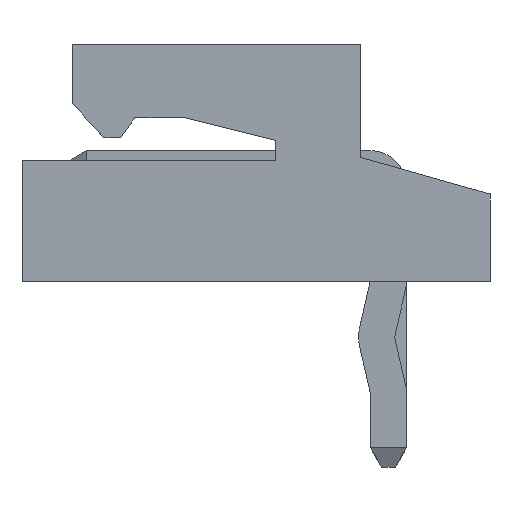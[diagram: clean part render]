
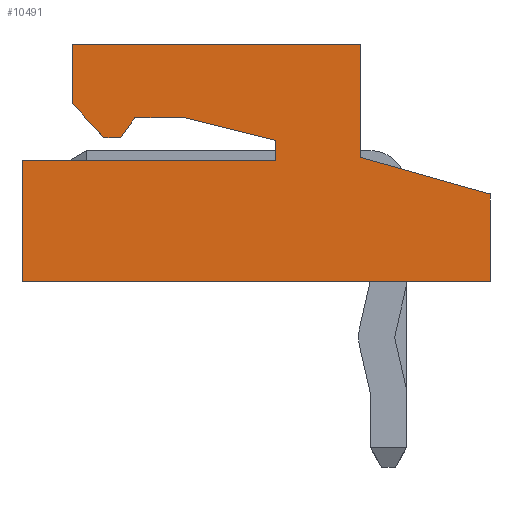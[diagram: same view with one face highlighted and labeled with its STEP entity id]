
A CAD part, left-side view. The second image highlights one B-rep face of the part: STEP entity #10491.
In plain terms, the highlighted planar face has unit normal (-1, 0, 0).
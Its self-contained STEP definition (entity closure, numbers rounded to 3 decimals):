
#1221=ORIENTED_EDGE('',*,*,#2666,.F.);
#1222=ORIENTED_EDGE('',*,*,#2873,.T.);
#1223=ORIENTED_EDGE('',*,*,#2868,.T.);
#1224=ORIENTED_EDGE('',*,*,#2866,.T.);
#1225=ORIENTED_EDGE('',*,*,#2863,.T.);
#1226=ORIENTED_EDGE('',*,*,#2874,.F.);
#1227=ORIENTED_EDGE('',*,*,#2875,.T.);
#1228=ORIENTED_EDGE('',*,*,#2678,.F.);
#1229=ORIENTED_EDGE('',*,*,#2676,.F.);
#1230=ORIENTED_EDGE('',*,*,#2674,.F.);
#1231=ORIENTED_EDGE('',*,*,#2672,.F.);
#1232=ORIENTED_EDGE('',*,*,#2670,.F.);
#1233=ORIENTED_EDGE('',*,*,#2668,.F.);
#1234=ORIENTED_EDGE('',*,*,#2596,.F.);
#2596=EDGE_CURVE('',#3560,#3561,#4321,.T.);
#2666=EDGE_CURVE('',#3611,#3560,#4391,.T.);
#2668=EDGE_CURVE('',#3561,#3612,#4393,.T.);
#2670=EDGE_CURVE('',#3612,#3613,#4395,.T.);
#2672=EDGE_CURVE('',#3613,#3614,#4397,.T.);
#2674=EDGE_CURVE('',#3614,#3615,#4399,.T.);
#2676=EDGE_CURVE('',#3615,#3616,#4401,.T.);
#2678=EDGE_CURVE('',#3616,#3617,#4403,.T.);
#2863=EDGE_CURVE('',#3742,#3743,#4588,.T.);
#2866=EDGE_CURVE('',#3744,#3742,#4591,.T.);
#2868=EDGE_CURVE('',#3745,#3744,#4593,.T.);
#2873=EDGE_CURVE('',#3611,#3745,#4598,.T.);
#2874=EDGE_CURVE('',#3747,#3743,#4599,.T.);
#2875=EDGE_CURVE('',#3747,#3617,#4600,.T.);
#3560=VERTEX_POINT('',#13858);
#3561=VERTEX_POINT('',#13860);
#3611=VERTEX_POINT('',#13999);
#3612=VERTEX_POINT('',#14004);
#3613=VERTEX_POINT('',#14008);
#3614=VERTEX_POINT('',#14012);
#3615=VERTEX_POINT('',#14016);
#3616=VERTEX_POINT('',#14020);
#3617=VERTEX_POINT('',#14024);
#3742=VERTEX_POINT('',#14404);
#3743=VERTEX_POINT('',#14405);
#3744=VERTEX_POINT('',#14410);
#3745=VERTEX_POINT('',#14414);
#3747=VERTEX_POINT('',#14424);
#4321=LINE('',#13859,#5330);
#4391=LINE('',#14000,#5400);
#4393=LINE('',#14003,#5402);
#4395=LINE('',#14007,#5404);
#4397=LINE('',#14011,#5406);
#4399=LINE('',#14015,#5408);
#4401=LINE('',#14019,#5410);
#4403=LINE('',#14023,#5412);
#4588=LINE('',#14403,#5597);
#4591=LINE('',#14409,#5600);
#4593=LINE('',#14413,#5602);
#4598=LINE('',#14422,#5607);
#4599=LINE('',#14423,#5608);
#4600=LINE('',#14425,#5609);
#5330=VECTOR('',#11800,1000.);
#5400=VECTOR('',#11910,1000.);
#5402=VECTOR('',#11914,1000.);
#5404=VECTOR('',#11918,1000.);
#5406=VECTOR('',#11922,1000.);
#5408=VECTOR('',#11926,1000.);
#5410=VECTOR('',#11930,1000.);
#5412=VECTOR('',#11934,1000.);
#5597=VECTOR('',#12259,1000.);
#5600=VECTOR('',#12264,1000.);
#5602=VECTOR('',#12268,1000.);
#5607=VECTOR('',#12277,1000.);
#5608=VECTOR('',#12278,1000.);
#5609=VECTOR('',#12279,1000.);
#6271=EDGE_LOOP('',(#1221,#1222,#1223,#1224,#1225,#1226,#1227,#1228,#1229,
#1230,#1231,#1232,#1233,#1234));
#6712=FACE_BOUND('',#6271,.T.);
#7119=PLANE('',#10964);
#10491=ADVANCED_FACE('',(#6712),#7119,.T.);
#10964=AXIS2_PLACEMENT_3D('',#14421,#12275,#12276);
#11800=DIRECTION('',(0.,-1.,0.));
#11910=DIRECTION('',(0.,0.,-1.));
#11914=DIRECTION('',(0.,-0.243,0.97));
#11918=DIRECTION('',(0.,0.,1.));
#11922=DIRECTION('',(0.,0.814,0.581));
#11926=DIRECTION('',(0.,0.,1.));
#11930=DIRECTION('',(0.,-0.737,0.676));
#11934=DIRECTION('',(0.,-1.,0.));
#12259=DIRECTION('',(0.,-0.272,0.962));
#12264=DIRECTION('',(0.,-1.,0.));
#12268=DIRECTION('',(0.,0.,-1.));
#12275=DIRECTION('',(-1.,0.,0.));
#12276=DIRECTION('',(0.,0.,1.));
#12277=DIRECTION('',(0.,1.,0.));
#12278=DIRECTION('',(0.,1.,0.));
#12279=DIRECTION('',(0.,0.,1.));
#13858=CARTESIAN_POINT('',(-12.5,0.15,-1.5));
#13859=CARTESIAN_POINT('',(-12.5,0.15,-1.5));
#13860=CARTESIAN_POINT('',(-12.5,-0.2,-1.5));
#13999=CARTESIAN_POINT('',(-12.5,0.15,3.));
#14000=CARTESIAN_POINT('',(-12.5,0.15,-1.5));
#14003=CARTESIAN_POINT('',(-12.5,-0.2,-1.5));
#14004=CARTESIAN_POINT('',(-12.5,-0.6,0.1));
#14007=CARTESIAN_POINT('',(-12.5,-0.6,1.));
#14008=CARTESIAN_POINT('',(-12.5,-0.6,1.));
#14011=CARTESIAN_POINT('',(-12.5,-0.25,1.25));
#14012=CARTESIAN_POINT('',(-12.5,-0.25,1.25));
#14015=CARTESIAN_POINT('',(-12.5,-0.25,1.55));
#14016=CARTESIAN_POINT('',(-12.5,-0.25,1.55));
#14019=CARTESIAN_POINT('',(-12.5,-0.25,1.55));
#14020=CARTESIAN_POINT('',(-12.5,-0.85,2.1));
#14023=CARTESIAN_POINT('',(-12.5,-0.85,2.1));
#14024=CARTESIAN_POINT('',(-12.5,-1.9,2.1));
#14403=CARTESIAN_POINT('',(-12.5,0.75,-5.3));
#14404=CARTESIAN_POINT('',(-12.5,0.75,-5.3));
#14405=CARTESIAN_POINT('',(-12.5,0.1,-3.));
#14409=CARTESIAN_POINT('',(-12.5,2.3,-5.3));
#14410=CARTESIAN_POINT('',(-12.5,2.3,-5.3));
#14413=CARTESIAN_POINT('',(-12.5,2.3,3.));
#14414=CARTESIAN_POINT('',(-12.5,2.3,3.));
#14421=CARTESIAN_POINT('',(-12.5,-1.9,-3.));
#14422=CARTESIAN_POINT('',(-12.5,-1.9,3.));
#14423=CARTESIAN_POINT('',(-12.5,-1.9,-3.));
#14424=CARTESIAN_POINT('',(-12.5,-1.9,-3.));
#14425=CARTESIAN_POINT('',(-12.5,-1.9,-3.));
